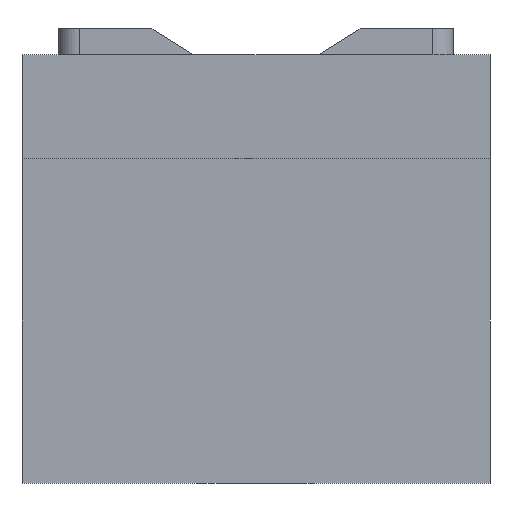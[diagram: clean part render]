
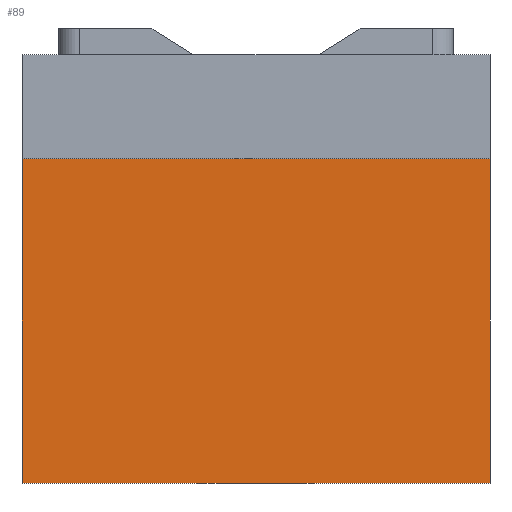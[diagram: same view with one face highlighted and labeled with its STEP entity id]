
A CAD part, front view. The second image highlights one B-rep face of the part: STEP entity #89.
In plain terms, the highlighted planar face has unit normal (0, -1, 0).
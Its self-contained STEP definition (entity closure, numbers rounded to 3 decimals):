
#27 = CARTESIAN_POINT ( 'NONE',  ( 0., 5., -10. ) ) ;
#89 = ADVANCED_FACE ( 'NONE', ( #2107 ), #584, .F. ) ;
#148 = CARTESIAN_POINT ( 'NONE',  ( 0., 5., -33.93 ) ) ;
#182 = LINE ( 'NONE', #543, #196 ) ;
#196 = VECTOR ( 'NONE', #531, 1000. ) ;
#449 = DIRECTION ( 'NONE',  ( 0., 0., 1. ) ) ;
#500 = VERTEX_POINT ( 'NONE', #27 ) ;
#531 = DIRECTION ( 'NONE',  ( 1., 0., 0. ) ) ;
#543 = CARTESIAN_POINT ( 'NONE',  ( 0., 5., -34.93 ) ) ;
#584 = PLANE ( 'NONE',  #1854 ) ;
#635 = EDGE_CURVE ( 'NONE', #823, #1611, #2255, .T. ) ;
#793 = CARTESIAN_POINT ( 'NONE',  ( 0., 5., -33.93 ) ) ;
#820 = DIRECTION ( 'NONE',  ( 0., 1., 0. ) ) ;
#823 = VERTEX_POINT ( 'NONE', #2325 ) ;
#847 = ORIENTED_EDGE ( 'NONE', *, *, #2211, .T. ) ;
#862 = VERTEX_POINT ( 'NONE', #1915 ) ;
#889 = LINE ( 'NONE', #148, #1129 ) ;
#1040 = VECTOR ( 'NONE', #1937, 1000. ) ;
#1129 = VECTOR ( 'NONE', #2013, 1000. ) ;
#1280 = CARTESIAN_POINT ( 'NONE',  ( 36., 5., -10. ) ) ;
#1520 = ORIENTED_EDGE ( 'NONE', *, *, #635, .T. ) ;
#1522 = ORIENTED_EDGE ( 'NONE', *, *, #1965, .T. ) ;
#1561 = CARTESIAN_POINT ( 'NONE',  ( 36., 5., -33.93 ) ) ;
#1611 = VERTEX_POINT ( 'NONE', #1280 ) ;
#1688 = ORIENTED_EDGE ( 'NONE', *, *, #2035, .F. ) ;
#1742 = DIRECTION ( 'NONE',  ( -1., 0., 0. ) ) ;
#1765 = CARTESIAN_POINT ( 'NONE',  ( 0., 5., -10. ) ) ;
#1854 = AXIS2_PLACEMENT_3D ( 'NONE', #793, #820, #449 ) ;
#1915 = CARTESIAN_POINT ( 'NONE',  ( 0., 5., -34.93 ) ) ;
#1937 = DIRECTION ( 'NONE',  ( 0., 0., 1. ) ) ;
#1950 = LINE ( 'NONE', #1765, #2014 ) ;
#1965 = EDGE_CURVE ( 'NONE', #862, #823, #182, .T. ) ;
#2013 = DIRECTION ( 'NONE',  ( 0., 0., 1. ) ) ;
#2014 = VECTOR ( 'NONE', #1742, 1000. ) ;
#2035 = EDGE_CURVE ( 'NONE', #862, #500, #889, .T. ) ;
#2107 = FACE_OUTER_BOUND ( 'NONE', #2134, .T. ) ;
#2134 = EDGE_LOOP ( 'NONE', ( #1520, #847, #1688, #1522 ) ) ;
#2211 = EDGE_CURVE ( 'NONE', #1611, #500, #1950, .T. ) ;
#2255 = LINE ( 'NONE', #1561, #1040 ) ;
#2325 = CARTESIAN_POINT ( 'NONE',  ( 36., 5., -34.93 ) ) ;
